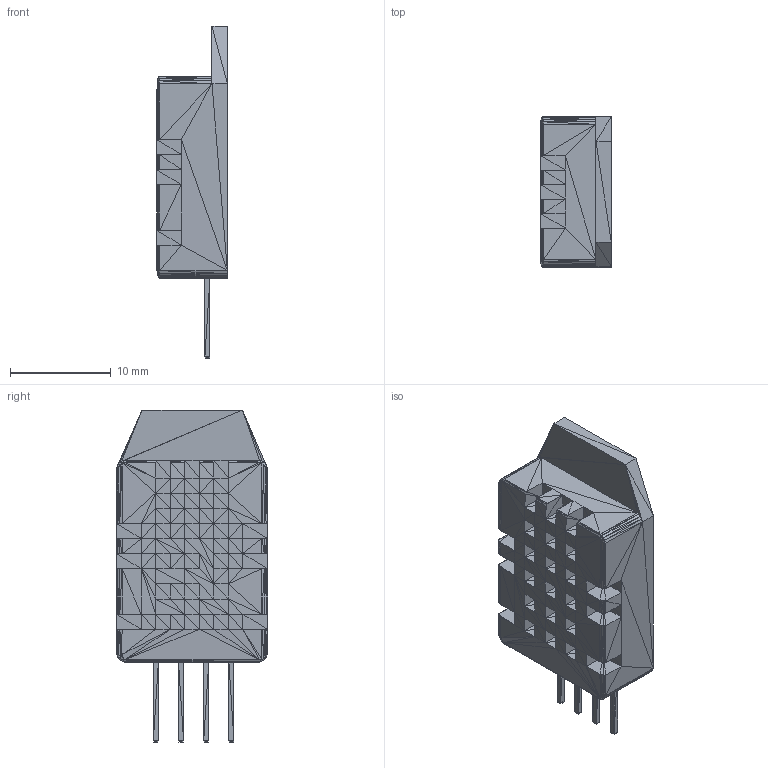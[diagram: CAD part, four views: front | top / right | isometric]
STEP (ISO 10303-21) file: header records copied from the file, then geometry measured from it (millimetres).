
FILE_DESCRIPTION(('FreeCAD Model'),'2;1');
FILE_NAME('Open CASCADE Shape Model','2022-09-06T11:17:37',('Author'),( ''),'Open CASCADE STEP processor 7.6','FreeCAD','Unknown');
FILE_SCHEMA(('AUTOMOTIVE_DESIGN { 1 0 10303 214 1 1 1 1 }'));
Length unit declared in the file: millimetre
Products named in the file (1): electronics_components_pack_DHT22001
Bounding box: 7.02 x 15 x 32.95 mm (x, y, z)
Surface area: 1573.7 mm2 (no closed solid volume)
Topology: 0 solids, 1 shells, 764 faces, 1146 edges, 384 vertices
Faces by surface type: plane 764
Entity records: 29830 total; most frequent: DIRECTION 4968, CARTESIAN_POINT 4587, LINE 3438, VECTOR 3438, ORIENTED_EDGE 2292, PCURVE 2292, DEFINITIONAL_REPRESENTATION 2292, EDGE_CURVE 1146
